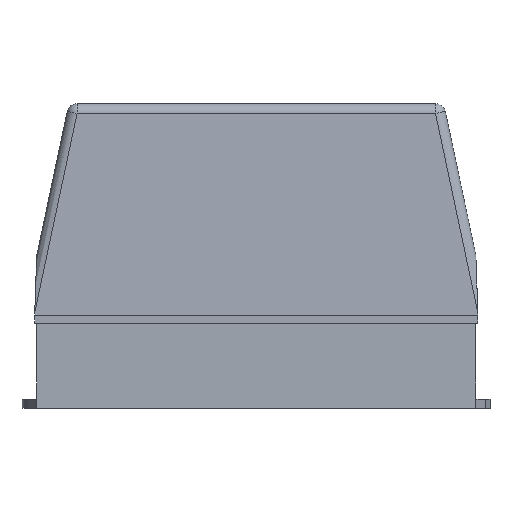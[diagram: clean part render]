
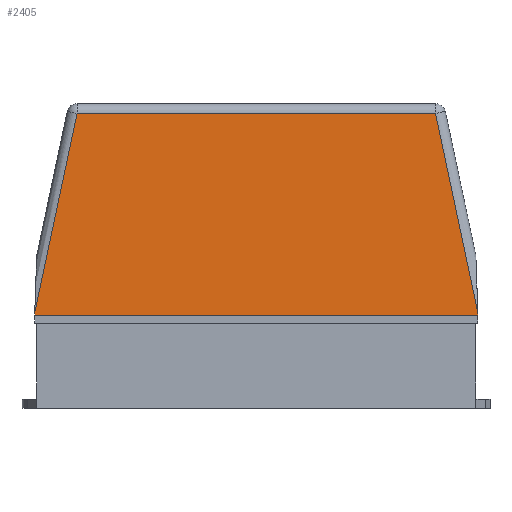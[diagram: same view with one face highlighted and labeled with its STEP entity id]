
A CAD part, left-side view. The second image highlights one B-rep face of the part: STEP entity #2405.
In plain terms, the highlighted planar face has unit normal (-0.999, 0, 0.035).
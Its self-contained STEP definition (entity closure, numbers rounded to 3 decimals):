
#2050=CARTESIAN_POINT('',(2.533,89.749,147.674));
#2051=VERTEX_POINT('',#2050);
#2118=CARTESIAN_POINT('',(2.533,-89.749,147.674));
#2119=VERTEX_POINT('',#2118);
#2251=CARTESIAN_POINT('',(2.533,89.749,147.674));
#2252=DIRECTION('',(0.0,-1.0,0.0));
#2253=VECTOR('',#2252,179.498);
#2254=LINE('',#2251,#2253);
#2255=EDGE_CURVE('',#2051,#2119,#2254,.T.);
#2265=CARTESIAN_POINT('',(-0.95,-110.95,47.932));
#2266=VERTEX_POINT('',#2265);
#2283=CARTESIAN_POINT('',(2.533,-89.749,147.674));
#2284=DIRECTION('',(-0.034,-0.208,-0.978));
#2285=VECTOR('',#2284,102.03);
#2286=LINE('',#2283,#2285);
#2287=EDGE_CURVE('',#2119,#2266,#2286,.T.);
#2348=CARTESIAN_POINT('',(-0.95,110.95,47.932));
#2349=VERTEX_POINT('',#2348);
#2357=CARTESIAN_POINT('',(-0.95,110.95,47.932));
#2358=DIRECTION('',(0.034,-0.208,0.978));
#2359=VECTOR('',#2358,102.03);
#2360=LINE('',#2357,#2359);
#2361=EDGE_CURVE('',#2349,#2051,#2360,.T.);
#2373=CARTESIAN_POINT('',(0.048,-111.,76.5));
#2374=DIRECTION('',(0.999,0.,-0.035));
#2375=DIRECTION('',(-0.035,0.0,-0.999));
#2376=AXIS2_PLACEMENT_3D('',#2373,#2374,#2375);
#2377=PLANE('',#2376);
#2378=ORIENTED_EDGE('',*,*,#2287,.F.);
#2379=ORIENTED_EDGE('',*,*,#2255,.F.);
#2380=ORIENTED_EDGE('',*,*,#2361,.F.);
#2381=CARTESIAN_POINT('',(-1.,111.0,46.5));
#2382=VERTEX_POINT('',#2381);
#2383=CARTESIAN_POINT('',(-1.,111.,46.5));
#2384=DIRECTION('',(0.035,-0.035,0.999));
#2385=VECTOR('',#2384,1.434);
#2386=LINE('',#2383,#2385);
#2387=EDGE_CURVE('',#2382,#2349,#2386,.T.);
#2388=ORIENTED_EDGE('',*,*,#2387,.F.);
#2389=CARTESIAN_POINT('',(-1.,-111.,46.5));
#2390=VERTEX_POINT('',#2389);
#2391=CARTESIAN_POINT('',(-1.,-111.,46.5));
#2392=DIRECTION('',(0.0,1.0,0.0));
#2393=VECTOR('',#2392,222.);
#2394=LINE('',#2391,#2393);
#2395=EDGE_CURVE('',#2390,#2382,#2394,.T.);
#2396=ORIENTED_EDGE('',*,*,#2395,.F.);
#2397=CARTESIAN_POINT('',(-0.95,-110.95,47.932));
#2398=DIRECTION('',(-0.035,-0.035,-0.999));
#2399=VECTOR('',#2398,1.434);
#2400=LINE('',#2397,#2399);
#2401=EDGE_CURVE('',#2266,#2390,#2400,.T.);
#2402=ORIENTED_EDGE('',*,*,#2401,.F.);
#2403=EDGE_LOOP('',(#2378,#2379,#2380,#2388,#2396,#2402));
#2404=FACE_OUTER_BOUND('',#2403,.T.);
#2405=ADVANCED_FACE('',(#2404),#2377,.F.);
